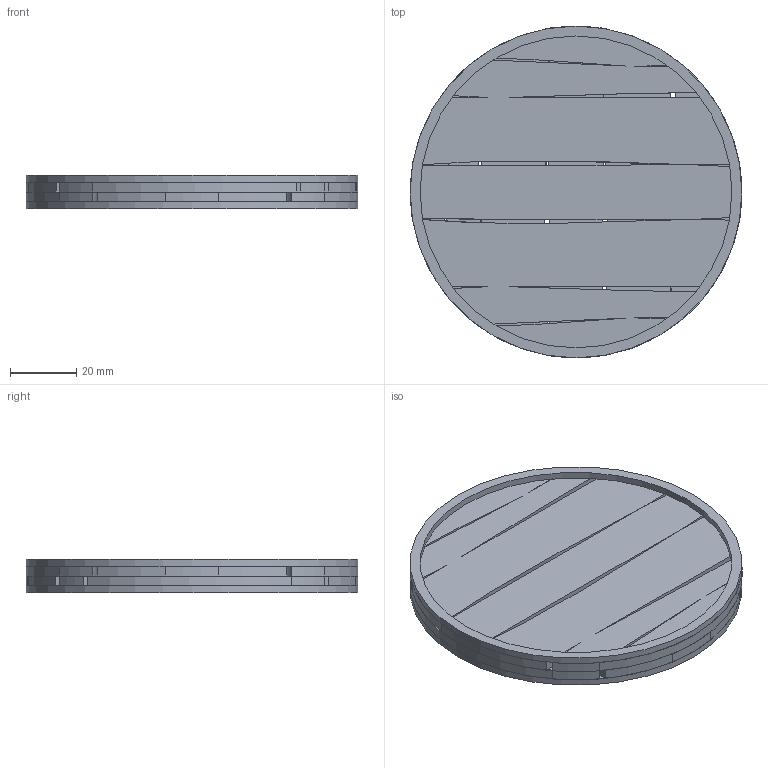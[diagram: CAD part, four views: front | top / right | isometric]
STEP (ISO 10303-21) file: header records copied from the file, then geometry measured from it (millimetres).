
FILE_DESCRIPTION(/* description */ (''),/* implementation_level */ '2;1');
FILE_NAME(/* name */ 'Viking Shield Coasters.step',/* time_stamp */ '2026-01-27T12:49:39Z',/* author */ (''),/* organization */ (''),/* preprocessor_version */ 'ST-DEVELOPER v20.1',/* originating_system */ 'Autodesk Translation Framework v14.24.0.0',/* authorisation */ '');
FILE_SCHEMA (('AUTOMOTIVE_DESIGN { 1 0 10303 214 3 1 1 }'));
Length unit declared in the file: millimetre
Products named in the file (1): Viking Shield Coasters
Bounding box: 100 x 100.03 x 10 mm (x, y, z)
Volume: 48592.7 mm3; surface area: 43454.2 mm2
Topology: 8 solids, 8 shells, 92 faces, 244 edges, 152 vertices
Faces by surface type: bspline 48, cylinder 28, plane 16
Full cylindrical faces by diameter (mm): 94 x2, 100 x2
Entity records: 6264 total; most frequent: CARTESIAN_POINT 4401, ORIENTED_EDGE 456, DIRECTION 278, EDGE_CURVE 228, VERTEX_POINT 144, AXIS2_PLACEMENT_3D 101, EDGE_LOOP 96, FACE_OUTER_BOUND 92
